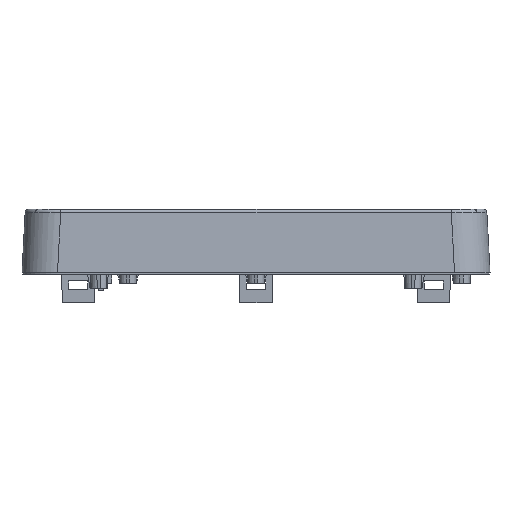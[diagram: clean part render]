
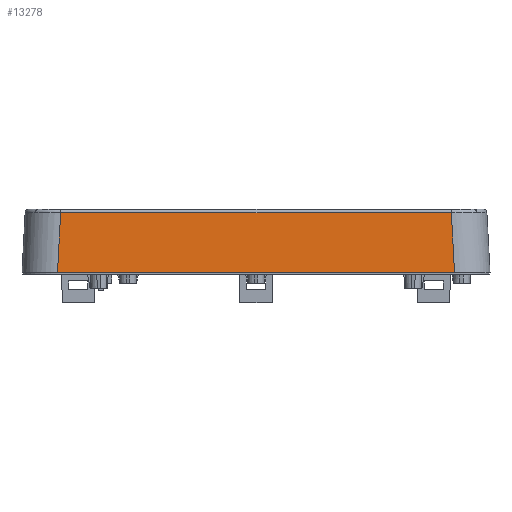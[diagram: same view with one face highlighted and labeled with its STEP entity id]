
A CAD part, front view. The second image highlights one B-rep face of the part: STEP entity #13278.
In plain terms, the highlighted planar face has unit normal (0, -0.999, 0.052).
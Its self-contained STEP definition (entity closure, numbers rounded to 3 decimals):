
#2213 = VERTEX_POINT ( 'NONE', #4965 ) ;
#2582 = LINE ( 'NONE', #6549, #3143 ) ;
#2630 = ORIENTED_EDGE ( 'NONE', *, *, #18016, .F. ) ;
#3143 = VECTOR ( 'NONE', #18868, 1000. ) ;
#4965 = CARTESIAN_POINT ( 'NONE',  ( 55.838, -65.824, -15.3 ) ) ;
#5010 = VECTOR ( 'NONE', #7894, 1000. ) ;
#6111 = CARTESIAN_POINT ( 'NONE',  ( 0., -65.85, -15.8 ) ) ;
#6549 = CARTESIAN_POINT ( 'NONE',  ( 55.864, -65.824, -15.3 ) ) ;
#6566 = VECTOR ( 'NONE', #7912, 1000. ) ;
#6996 = AXIS2_PLACEMENT_3D ( 'NONE', #6111, #18152, #7841 ) ;
#7841 = DIRECTION ( 'NONE',  ( 0., -0.052, -0.999 ) ) ;
#7894 = DIRECTION ( 'NONE',  ( -1., 0., 0. ) ) ;
#7912 = DIRECTION ( 'NONE',  ( -0.052, -0.052, -0.997 ) ) ;
#7945 = VERTEX_POINT ( 'NONE', #12334 ) ;
#9048 = LINE ( 'NONE', #18200, #5010 ) ;
#9259 = VERTEX_POINT ( 'NONE', #15574 ) ;
#9902 = EDGE_CURVE ( 'NONE', #9259, #7945, #9048, .T. ) ;
#9973 = ORIENTED_EDGE ( 'NONE', *, *, #13824, .T. ) ;
#10884 = EDGE_LOOP ( 'NONE', ( #9973, #13764, #10969, #2630 ) ) ;
#10969 = ORIENTED_EDGE ( 'NONE', *, *, #13302, .T. ) ;
#12334 = CARTESIAN_POINT ( 'NONE',  ( -54.954, -64.941, 1.552 ) ) ;
#13278 = ADVANCED_FACE ( 'NONE', ( #21315 ), #16404, .T. ) ;
#13302 = EDGE_CURVE ( 'NONE', #7945, #19161, #20242, .T. ) ;
#13764 = ORIENTED_EDGE ( 'NONE', *, *, #9902, .T. ) ;
#13824 = EDGE_CURVE ( 'NONE', #2213, #9259, #15665, .T. ) ;
#14752 = CARTESIAN_POINT ( 'NONE',  ( -55.711, -65.697, -12.888 ) ) ;
#15574 = CARTESIAN_POINT ( 'NONE',  ( 54.954, -64.941, 1.552 ) ) ;
#15665 = LINE ( 'NONE', #18697, #20225 ) ;
#16404 = PLANE ( 'NONE',  #6996 ) ;
#16711 = CARTESIAN_POINT ( 'NONE',  ( -55.838, -65.824, -15.3 ) ) ;
#16972 = DIRECTION ( 'NONE',  ( -0.052, 0.052, 0.997 ) ) ;
#18016 = EDGE_CURVE ( 'NONE', #2213, #19161, #2582, .T. ) ;
#18152 = DIRECTION ( 'NONE',  ( 0., -0.999, 0.052 ) ) ;
#18200 = CARTESIAN_POINT ( 'NONE',  ( -54.905, -64.941, 1.552 ) ) ;
#18697 = CARTESIAN_POINT ( 'NONE',  ( 55.711, -65.697, -12.888 ) ) ;
#18868 = DIRECTION ( 'NONE',  ( -1., 0., 0. ) ) ;
#19161 = VERTEX_POINT ( 'NONE', #16711 ) ;
#20225 = VECTOR ( 'NONE', #16972, 1000. ) ;
#20242 = LINE ( 'NONE', #14752, #6566 ) ;
#21315 = FACE_OUTER_BOUND ( 'NONE', #10884, .T. ) ;
